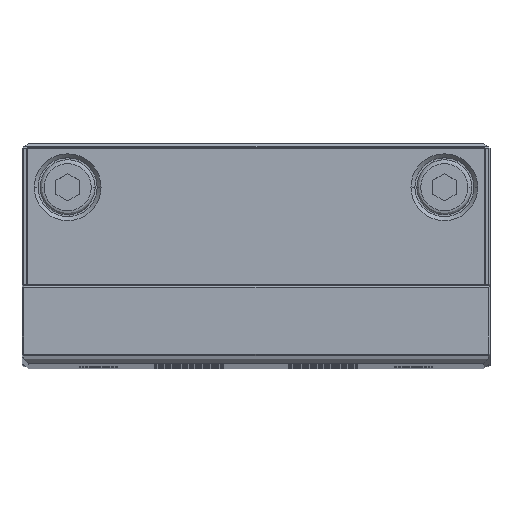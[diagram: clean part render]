
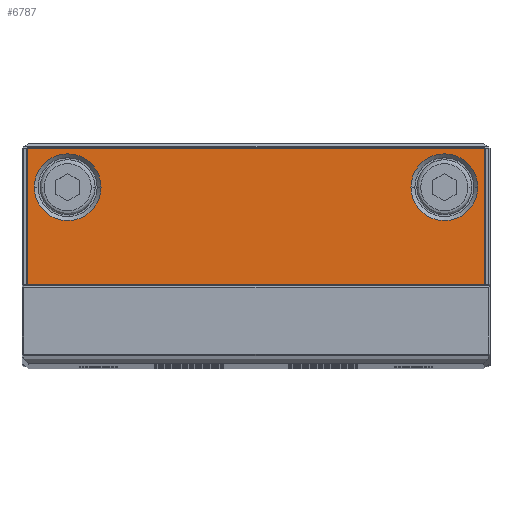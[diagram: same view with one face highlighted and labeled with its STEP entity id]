
A CAD part, top view. The second image highlights one B-rep face of the part: STEP entity #6787.
In plain terms, the highlighted planar face has unit normal (0, 0, 1).
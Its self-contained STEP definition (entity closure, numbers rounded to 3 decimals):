
#4561=FACE_BOUND('',#11084,.T.);
#4562=FACE_BOUND('',#11085,.T.);
#4563=FACE_BOUND('',#11086,.T.);
#5050=PLANE('',#40649);
#6787=ADVANCED_FACE('',(#4561,#4562,#4563),#5050,.T.);
#11084=EDGE_LOOP('',(#20587,#20588,#20589,#20590));
#11085=EDGE_LOOP('',(#20591,#20592));
#11086=EDGE_LOOP('',(#20593,#20594));
#13533=LINE('',#54038,#17010);
#13534=LINE('',#54041,#17011);
#13535=LINE('',#54043,#17012);
#13536=LINE('',#54045,#17013);
#17010=VECTOR('',#44032,1.);
#17011=VECTOR('',#44033,1.);
#17012=VECTOR('',#44034,1.);
#17013=VECTOR('',#44035,1.);
#20587=ORIENTED_EDGE('',*,*,#34157,.T.);
#20588=ORIENTED_EDGE('',*,*,#34158,.T.);
#20589=ORIENTED_EDGE('',*,*,#34159,.T.);
#20590=ORIENTED_EDGE('',*,*,#34160,.T.);
#20591=ORIENTED_EDGE('',*,*,#34083,.T.);
#20592=ORIENTED_EDGE('',*,*,#34156,.T.);
#20593=ORIENTED_EDGE('',*,*,#34087,.T.);
#20594=ORIENTED_EDGE('',*,*,#34155,.T.);
#30783=VERTEX_POINT('',#53884);
#30784=VERTEX_POINT('',#53886);
#30787=VERTEX_POINT('',#53893);
#30788=VERTEX_POINT('',#53895);
#30829=VERTEX_POINT('',#54039);
#30830=VERTEX_POINT('',#54040);
#30831=VERTEX_POINT('',#54042);
#30832=VERTEX_POINT('',#54044);
#34083=EDGE_CURVE('',#30784,#30783,#39253,.T.);
#34087=EDGE_CURVE('',#30788,#30787,#39255,.T.);
#34155=EDGE_CURVE('',#30787,#30788,#39278,.T.);
#34156=EDGE_CURVE('',#30783,#30784,#39279,.T.);
#34157=EDGE_CURVE('',#30829,#30830,#13533,.T.);
#34158=EDGE_CURVE('',#30830,#30831,#13534,.T.);
#34159=EDGE_CURVE('',#30831,#30832,#13535,.T.);
#34160=EDGE_CURVE('',#30832,#30829,#13536,.T.);
#39253=CIRCLE('',#40588,4.25);
#39255=CIRCLE('',#40591,4.25);
#39278=CIRCLE('',#40645,4.25);
#39279=CIRCLE('',#40647,4.25);
#40588=AXIS2_PLACEMENT_3D('',#53885,#43863,#43864);
#40591=AXIS2_PLACEMENT_3D('',#53894,#43871,#43872);
#40645=AXIS2_PLACEMENT_3D('',#54034,#44024,#44025);
#40647=AXIS2_PLACEMENT_3D('',#54036,#44028,#44029);
#40649=AXIS2_PLACEMENT_3D('',#54046,#44036,#44037);
#43863=DIRECTION('',(0.,0.,-1.));
#43864=DIRECTION('',(1.,0.,0.));
#43871=DIRECTION('',(0.,0.,-1.));
#43872=DIRECTION('',(1.,0.,0.));
#44024=DIRECTION('',(0.,0.,-1.));
#44025=DIRECTION('',(1.,0.,0.));
#44028=DIRECTION('',(0.,0.,-1.));
#44029=DIRECTION('',(1.,0.,0.));
#44032=DIRECTION('',(0.,-1.,0.));
#44033=DIRECTION('',(1.,0.,0.));
#44034=DIRECTION('',(0.,1.,0.));
#44035=DIRECTION('',(-1.,0.,0.));
#44036=DIRECTION('',(0.,0.,1.));
#44037=DIRECTION('',(1.,0.,0.));
#53884=CARTESIAN_POINT('',(19.7,22.2,308.));
#53885=CARTESIAN_POINT('',(23.95,22.2,308.));
#53886=CARTESIAN_POINT('',(28.2,22.2,308.));
#53893=CARTESIAN_POINT('',(-28.2,22.2,308.));
#53894=CARTESIAN_POINT('',(-23.95,22.2,308.));
#53895=CARTESIAN_POINT('',(-19.7,22.2,308.));
#54034=CARTESIAN_POINT('',(-23.95,22.2,308.));
#54036=CARTESIAN_POINT('',(23.95,22.2,308.));
#54038=CARTESIAN_POINT('',(-29.1,9.7,308.));
#54039=CARTESIAN_POINT('',(-29.1,27.1,308.));
#54040=CARTESIAN_POINT('',(-29.1,9.8,308.));
#54041=CARTESIAN_POINT('',(29.2,9.8,308.));
#54042=CARTESIAN_POINT('',(29.1,9.8,308.));
#54043=CARTESIAN_POINT('',(29.1,27.2,308.));
#54044=CARTESIAN_POINT('',(29.1,27.1,308.));
#54045=CARTESIAN_POINT('',(-29.2,27.1,308.));
#54046=CARTESIAN_POINT('',(-29.2,9.7,308.));
